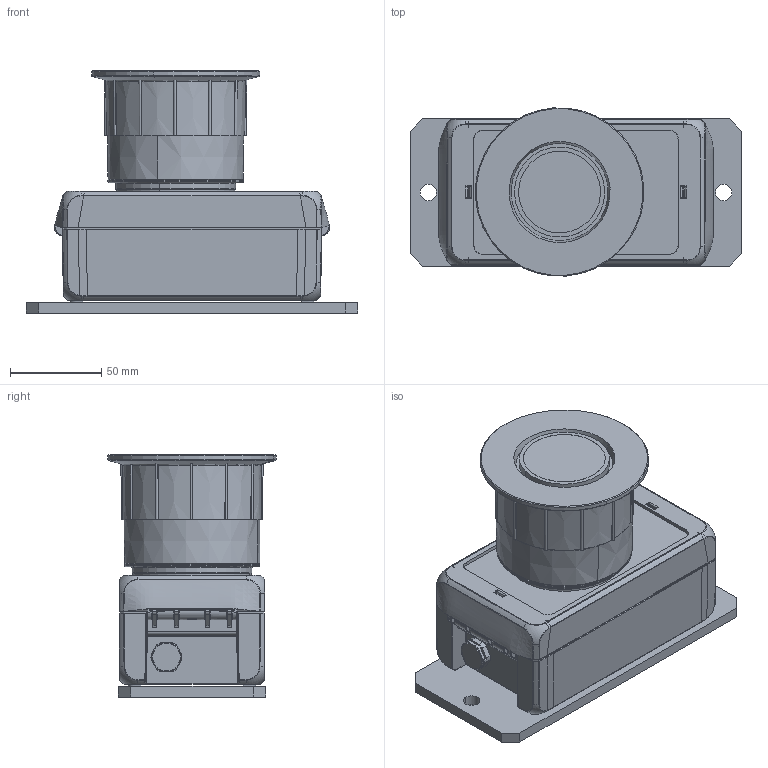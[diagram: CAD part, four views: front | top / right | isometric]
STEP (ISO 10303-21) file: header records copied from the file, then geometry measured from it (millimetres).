
FILE_DESCRIPTION((''),'2;1');
FILE_NAME('CAD-8750_SCHRUMPF_TEI_SW0001','2023-06-30T08:52:05',('creinig-se'),(''),'CREO PARAMETRIC BY PTC INC, 2022284','CREO PARAMETRIC BY PTC INC, 2022284','');
FILE_SCHEMA(('CONFIG_CONTROL_DESIGN','SHAPE_APPEARANCE_LAYERS_GROUPS'));
Products named in the file (1): CAD-8750_SCHRUMPF_TEI_SW0001
Bounding box: 182 x 92.2 x 133 mm (x, y, z)
Volume: 590080.5 mm3; surface area: 189495.6 mm2
Topology: 1 solids, 1 shells, 2872 faces, 8747 edges, 5864 vertices
Faces by surface type: cylinder 948, plane 845, bspline 693, cone 175, torus 120, sphere 61, extrusion 18, revolution 12
Entity records: 180496 total; most frequent: CARTESIAN_POINT 90051, ORIENTED_EDGE 17374, DIRECTION 10947, EDGE_CURVE 8687, VERTEX_POINT 5864, AXIS2_PLACEMENT_3D 3999, B_SPLINE_CURVE_WITH_KNOTS 3948, EDGE_LOOP 3027
